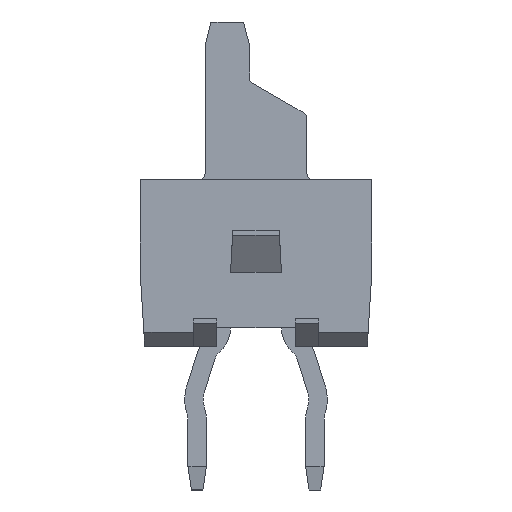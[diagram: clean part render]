
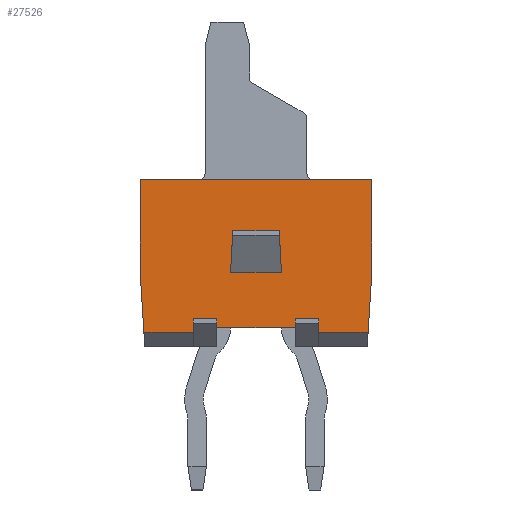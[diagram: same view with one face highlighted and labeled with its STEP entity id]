
A CAD part, front view. The second image highlights one B-rep face of the part: STEP entity #27526.
In plain terms, the highlighted face is planar.
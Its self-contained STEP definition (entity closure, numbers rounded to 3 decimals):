
#2252=ORIENTED_EDGE('',*,*,#7347,.T.);
#2253=ORIENTED_EDGE('',*,*,#7341,.T.);
#2254=ORIENTED_EDGE('',*,*,#7251,.F.);
#2255=ORIENTED_EDGE('',*,*,#7500,.T.);
#2256=ORIENTED_EDGE('',*,*,#7247,.F.);
#2257=ORIENTED_EDGE('',*,*,#7328,.F.);
#2258=ORIENTED_EDGE('',*,*,#7330,.T.);
#2259=ORIENTED_EDGE('',*,*,#7528,.T.);
#2260=ORIENTED_EDGE('',*,*,#7320,.F.);
#2261=ORIENTED_EDGE('',*,*,#7560,.F.);
#2262=ORIENTED_EDGE('',*,*,#7563,.F.);
#2263=ORIENTED_EDGE('',*,*,#7544,.T.);
#2264=ORIENTED_EDGE('',*,*,#7531,.T.);
#2265=ORIENTED_EDGE('',*,*,#7543,.T.);
#2266=ORIENTED_EDGE('',*,*,#7365,.T.);
#2267=ORIENTED_EDGE('',*,*,#7367,.T.);
#2268=ORIENTED_EDGE('',*,*,#7364,.F.);
#2269=ORIENTED_EDGE('',*,*,#7313,.F.);
#7247=EDGE_CURVE('',#10024,#10025,#11837,.T.);
#7251=EDGE_CURVE('',#10027,#10028,#11841,.T.);
#7313=EDGE_CURVE('',#10041,#10042,#11903,.T.);
#7320=EDGE_CURVE('',#10047,#10048,#11910,.T.);
#7328=EDGE_CURVE('',#10051,#10024,#11918,.T.);
#7330=EDGE_CURVE('',#10051,#10052,#11920,.T.);
#7341=EDGE_CURVE('',#10059,#10028,#11931,.T.);
#7347=EDGE_CURVE('',#10062,#10059,#11937,.T.);
#7364=EDGE_CURVE('',#10042,#10071,#11954,.T.);
#7365=EDGE_CURVE('',#10041,#10072,#11955,.T.);
#7367=EDGE_CURVE('',#10072,#10071,#11957,.T.);
#7500=EDGE_CURVE('',#10027,#10025,#12090,.T.);
#7528=EDGE_CURVE('',#10052,#10048,#12118,.T.);
#7531=EDGE_CURVE('',#10180,#10179,#12121,.T.);
#7543=EDGE_CURVE('',#10179,#10062,#12131,.T.);
#7544=EDGE_CURVE('',#10184,#10180,#12132,.T.);
#7560=EDGE_CURVE('',#10196,#10047,#12142,.T.);
#7563=EDGE_CURVE('',#10184,#10196,#12145,.T.);
#10024=VERTEX_POINT('',#37318);
#10025=VERTEX_POINT('',#37320);
#10027=VERTEX_POINT('',#37326);
#10028=VERTEX_POINT('',#37328);
#10041=VERTEX_POINT('',#37429);
#10042=VERTEX_POINT('',#37431);
#10047=VERTEX_POINT('',#37443);
#10048=VERTEX_POINT('',#37445);
#10051=VERTEX_POINT('',#37458);
#10052=VERTEX_POINT('',#37462);
#10059=VERTEX_POINT('',#37486);
#10062=VERTEX_POINT('',#37498);
#10071=VERTEX_POINT('',#37530);
#10072=VERTEX_POINT('',#37534);
#10179=VERTEX_POINT('',#37814);
#10180=VERTEX_POINT('',#37816);
#10184=VERTEX_POINT('',#37843);
#10196=VERTEX_POINT('',#37876);
#11837=LINE('',#37319,#13985);
#11841=LINE('',#37327,#13989);
#11903=LINE('',#37430,#14051);
#11910=LINE('',#37444,#14058);
#11918=LINE('',#37459,#14066);
#11920=LINE('',#37463,#14068);
#11931=LINE('',#37485,#14079);
#11937=LINE('',#37497,#14085);
#11954=LINE('',#37531,#14102);
#11955=LINE('',#37533,#14103);
#11957=LINE('',#37537,#14105);
#12090=LINE('',#37780,#14238);
#12118=LINE('',#37809,#14266);
#12121=LINE('',#37815,#14269);
#12131=LINE('',#37838,#14279);
#12132=LINE('',#37842,#14280);
#12142=LINE('',#37875,#14290);
#12145=LINE('',#37881,#14293);
#13985=VECTOR('',#31255,1000.);
#13989=VECTOR('',#31261,1000.);
#14051=VECTOR('',#31377,1000.);
#14058=VECTOR('',#31386,1000.);
#14066=VECTOR('',#31400,1000.);
#14068=VECTOR('',#31404,1000.);
#14079=VECTOR('',#31425,1000.);
#14085=VECTOR('',#31437,1000.);
#14102=VECTOR('',#31468,1000.);
#14103=VECTOR('',#31471,1000.);
#14105=VECTOR('',#31475,1000.);
#14238=VECTOR('',#31616,1000.);
#14266=VECTOR('',#31646,1000.);
#14269=VECTOR('',#31653,1000.);
#14279=VECTOR('',#31681,1000.);
#14280=VECTOR('',#31688,1000.);
#14290=VECTOR('',#31720,1000.);
#14293=VECTOR('',#31725,1000.);
#16046=EDGE_LOOP('',(#2252,#2253,#2254,#2255,#2256,#2257,#2258,#2259,#2260,
#2261,#2262,#2263,#2264,#2265));
#16047=EDGE_LOOP('',(#2266,#2267,#2268,#2269));
#17316=FACE_BOUND('',#16046,.T.);
#17317=FACE_BOUND('',#16047,.T.);
#18485=PLANE('',#28859);
#27526=ADVANCED_FACE('',(#17316,#17317),#18485,.F.);
#28859=AXIS2_PLACEMENT_3D('',#37880,#31723,#31724);
#31255=DIRECTION('',(0.,0.,-1.));
#31261=DIRECTION('',(0.,0.,1.));
#31377=DIRECTION('',(0.,1.,0.));
#31386=DIRECTION('',(0.,0.062,-0.998));
#31400=DIRECTION('',(0.,1.,0.));
#31404=DIRECTION('',(0.,0.,-1.));
#31425=DIRECTION('',(0.,-1.,0.));
#31437=DIRECTION('',(0.,0.,1.));
#31468=DIRECTION('',(0.,0.055,-0.998));
#31471=DIRECTION('',(0.,-0.055,-0.998));
#31475=DIRECTION('',(0.,1.,0.));
#31616=DIRECTION('',(0.,-1.,0.));
#31646=DIRECTION('',(0.,-1.,0.));
#31653=DIRECTION('',(0.,-0.062,-0.998));
#31681=DIRECTION('',(0.,-1.,0.));
#31688=DIRECTION('',(0.,0.,-1.));
#31720=DIRECTION('',(0.,0.,-1.));
#31723=DIRECTION('',(1.,0.,0.));
#31724=DIRECTION('',(0.,0.,-1.));
#31725=DIRECTION('',(0.,-1.,0.));
#37318=CARTESIAN_POINT('',(-16.255,-0.85,0.6));
#37319=CARTESIAN_POINT('',(-16.255,-0.85,0.6));
#37320=CARTESIAN_POINT('',(-16.255,-0.85,0.4));
#37326=CARTESIAN_POINT('',(-16.255,0.85,0.4));
#37327=CARTESIAN_POINT('',(-16.255,0.85,0.3));
#37328=CARTESIAN_POINT('',(-16.255,0.85,0.6));
#37429=CARTESIAN_POINT('',(-16.255,-0.5,2.5));
#37430=CARTESIAN_POINT('',(-16.255,-0.55,2.5));
#37431=CARTESIAN_POINT('',(-16.255,0.5,2.5));
#37443=CARTESIAN_POINT('',(-16.255,-2.5,1.6));
#37444=CARTESIAN_POINT('',(-16.255,-2.605,3.281));
#37445=CARTESIAN_POINT('',(-16.255,-2.419,0.3));
#37458=CARTESIAN_POINT('',(-16.255,-1.35,0.6));
#37459=CARTESIAN_POINT('',(-16.255,-1.35,0.6));
#37462=CARTESIAN_POINT('',(-16.255,-1.35,0.3));
#37463=CARTESIAN_POINT('',(-16.255,-1.35,0.6));
#37485=CARTESIAN_POINT('',(-16.255,1.35,0.6));
#37486=CARTESIAN_POINT('',(-16.255,1.35,0.6));
#37497=CARTESIAN_POINT('',(-16.255,1.35,0.3));
#37498=CARTESIAN_POINT('',(-16.255,1.35,0.3));
#37530=CARTESIAN_POINT('',(-16.255,0.55,1.6));
#37531=CARTESIAN_POINT('',(-16.255,0.5,2.5));
#37533=CARTESIAN_POINT('',(-16.255,-0.5,2.5));
#37534=CARTESIAN_POINT('',(-16.255,-0.55,1.6));
#37537=CARTESIAN_POINT('',(-16.255,-0.55,1.6));
#37780=CARTESIAN_POINT('',(-16.255,2.5,0.4));
#37809=CARTESIAN_POINT('',(-16.255,2.5,0.3));
#37814=CARTESIAN_POINT('',(-16.255,2.419,0.3));
#37815=CARTESIAN_POINT('',(-16.255,2.625,3.592));
#37816=CARTESIAN_POINT('',(-16.255,2.5,1.6));
#37838=CARTESIAN_POINT('',(-16.255,2.5,0.3));
#37842=CARTESIAN_POINT('',(-16.255,2.5,3.6));
#37843=CARTESIAN_POINT('',(-16.255,2.5,3.6));
#37875=CARTESIAN_POINT('',(-16.255,-2.5,3.6));
#37876=CARTESIAN_POINT('',(-16.255,-2.5,3.6));
#37880=CARTESIAN_POINT('',(-16.255,2.5,3.6));
#37881=CARTESIAN_POINT('',(-16.255,2.5,3.6));
